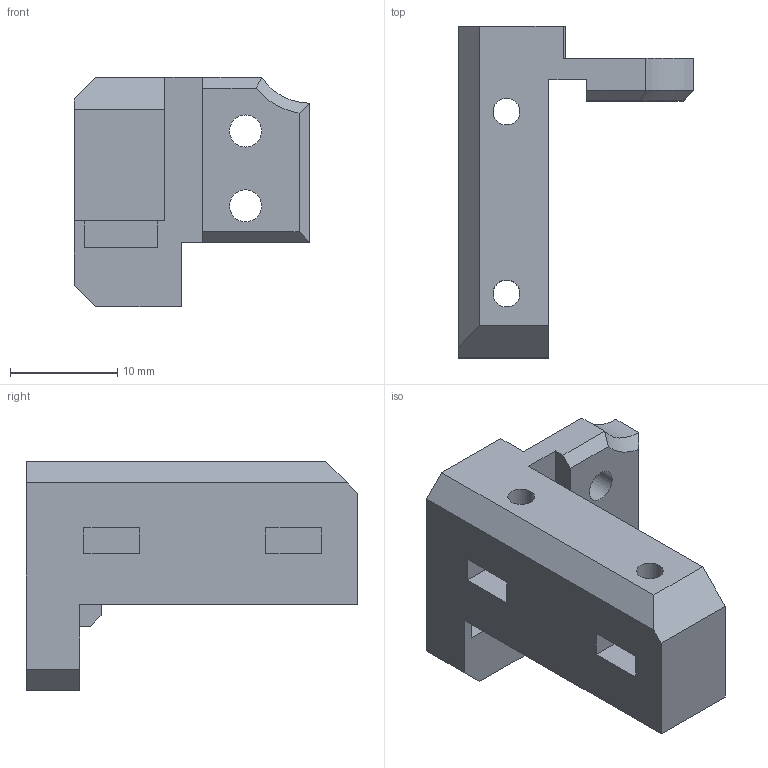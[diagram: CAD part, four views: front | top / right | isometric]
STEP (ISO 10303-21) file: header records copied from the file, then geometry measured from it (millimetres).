
FILE_DESCRIPTION(/* description */ (''),/* implementation_level */ '2;1');
FILE_NAME(/* name */ 'BLTouchBracket.step',/* time_stamp */ '2021-12-27T23:55:35-07:00',/* author */ (''),/* organization */ (''),/* preprocessor_version */ 'ST-DEVELOPER v18.1',/* originating_system */ 'Autodesk Translation Framework v10.10.0.1391',/* authorisation */ '');
FILE_SCHEMA (('AUTOMOTIVE_DESIGN { 1 0 10303 214 3 1 1 }'));
Length unit declared in the file: millimetre
Products named in the file (1): BLTouchBracket
Bounding box: 22 x 31 x 21.4 mm (x, y, z)
Volume: 4143.9 mm3; surface area: 2733.5 mm2
Topology: 1 solids, 1 shells, 44 faces, 117 edges, 77 vertices
Faces by surface type: plane 36, cylinder 7, cone 1
Full cylindrical faces by diameter (mm): 2.5 x4, 3 x2
Entity records: 1411 total; most frequent: CARTESIAN_POINT 245, ORIENTED_EDGE 234, DIRECTION 220, EDGE_CURVE 117, LINE 100, VECTOR 100, VERTEX_POINT 77, AXIS2_PLACEMENT_3D 60
